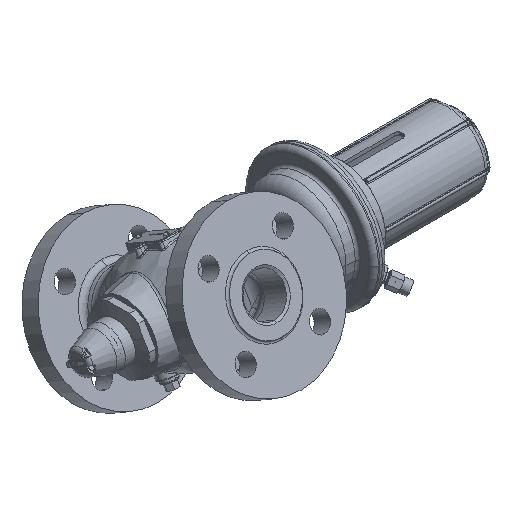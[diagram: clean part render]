
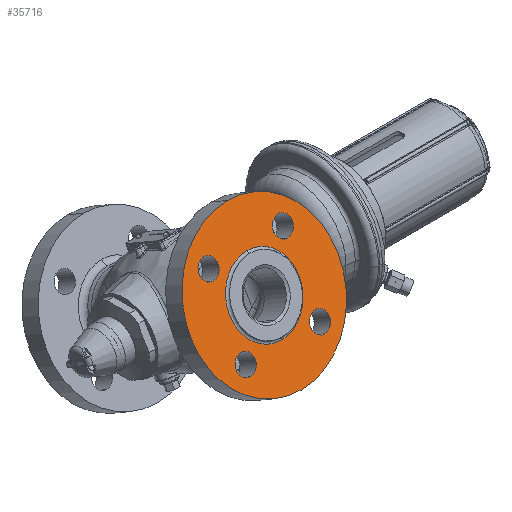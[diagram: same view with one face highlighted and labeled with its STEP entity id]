
A CAD part, isometric view. The second image highlights one B-rep face of the part: STEP entity #35716.
In plain terms, the highlighted face is planar.
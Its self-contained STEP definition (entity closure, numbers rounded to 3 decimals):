
#30264=CARTESIAN_POINT('',(-88.,0.,0.));
#30265=DIRECTION('',(-1.,0.,0.));
#30266=DIRECTION('',(0.,1.,0.));
#30267=AXIS2_PLACEMENT_3D('',#30264,#30265,#30266);
#30269=CARTESIAN_POINT('',(-88.,0.,0.));
#30270=DIRECTION('',(1.,0.,0.));
#30271=DIRECTION('',(0.,1.,0.));
#30272=AXIS2_PLACEMENT_3D('',#30269,#30270,#30271);
#30274=CARTESIAN_POINT('',(-88.,-35.355,35.355));
#30275=DIRECTION('',(1.,0.,0.));
#30276=DIRECTION('',(0.,1.,0.));
#30277=AXIS2_PLACEMENT_3D('',#30274,#30275,#30276);
#30279=CARTESIAN_POINT('',(-88.,-35.355,35.355));
#30280=DIRECTION('',(1.,0.,0.));
#30281=DIRECTION('',(0.,-1.,0.));
#30282=AXIS2_PLACEMENT_3D('',#30279,#30280,#30281);
#30284=CARTESIAN_POINT('',(-88.,35.355,35.355));
#30285=DIRECTION('',(1.,0.,0.));
#30286=DIRECTION('',(0.,1.,0.));
#30287=AXIS2_PLACEMENT_3D('',#30284,#30285,#30286);
#30289=CARTESIAN_POINT('',(-88.,35.355,35.355));
#30290=DIRECTION('',(1.,0.,0.));
#30291=DIRECTION('',(0.,-1.,0.));
#30292=AXIS2_PLACEMENT_3D('',#30289,#30290,#30291);
#30294=CARTESIAN_POINT('',(-88.,35.355,-35.355));
#30295=DIRECTION('',(1.,0.,0.));
#30296=DIRECTION('',(0.,1.,0.));
#30297=AXIS2_PLACEMENT_3D('',#30294,#30295,#30296);
#30299=CARTESIAN_POINT('',(-88.,35.355,-35.355));
#30300=DIRECTION('',(1.,0.,0.));
#30301=DIRECTION('',(0.,-1.,0.));
#30302=AXIS2_PLACEMENT_3D('',#30299,#30300,#30301);
#30304=CARTESIAN_POINT('',(-88.,-35.355,-35.355));
#30305=DIRECTION('',(1.,0.,0.));
#30306=DIRECTION('',(0.,1.,0.));
#30307=AXIS2_PLACEMENT_3D('',#30304,#30305,#30306);
#30309=CARTESIAN_POINT('',(-88.,-35.355,-35.355));
#30310=DIRECTION('',(1.,0.,0.));
#30311=DIRECTION('',(0.,-1.,0.));
#30312=AXIS2_PLACEMENT_3D('',#30309,#30310,#30311);
#30314=CARTESIAN_POINT('',(-88.,0.,0.));
#30315=DIRECTION('',(1.,0.,0.));
#30316=DIRECTION('',(0.,1.,0.));
#30317=AXIS2_PLACEMENT_3D('',#30314,#30315,#30316);
#30329=CARTESIAN_POINT('',(-88.,0.,0.));
#30330=DIRECTION('',(-1.,0.,0.));
#30331=DIRECTION('',(0.,1.,0.));
#30332=AXIS2_PLACEMENT_3D('',#30329,#30330,#30331);
#34940=CARTESIAN_POINT('',(-88.,70.,0.));
#34942=VERTEX_POINT('',#34940);
#34943=CARTESIAN_POINT('',(-88.,33.,0.));
#34945=VERTEX_POINT('',#34943);
#34962=CARTESIAN_POINT('',(-88.,-70.,0.));
#34964=VERTEX_POINT('',#34962);
#34965=CARTESIAN_POINT('',(-88.,-33.,0.));
#34967=VERTEX_POINT('',#34965);
#35061=CARTESIAN_POINT('',(-88.,-26.355,35.355));
#35062=CARTESIAN_POINT('',(-88.,-44.355,35.355));
#35063=VERTEX_POINT('',#35061);
#35064=VERTEX_POINT('',#35062);
#35069=CARTESIAN_POINT('',(-88.,44.355,35.355));
#35070=CARTESIAN_POINT('',(-88.,26.355,35.355));
#35071=VERTEX_POINT('',#35069);
#35072=VERTEX_POINT('',#35070);
#35077=CARTESIAN_POINT('',(-88.,44.355,-35.355));
#35078=CARTESIAN_POINT('',(-88.,26.355,-35.355));
#35079=VERTEX_POINT('',#35077);
#35080=VERTEX_POINT('',#35078);
#35085=CARTESIAN_POINT('',(-88.,-26.355,-35.355));
#35086=CARTESIAN_POINT('',(-88.,-44.355,-35.355));
#35087=VERTEX_POINT('',#35085);
#35088=VERTEX_POINT('',#35086);
#35677=CARTESIAN_POINT('',(-88.,0.,0.));
#35678=DIRECTION('',(1.,0.,0.));
#35679=DIRECTION('',(0.,-1.,0.));
#35680=AXIS2_PLACEMENT_3D('',#35677,#35678,#35679);
#35681=PLANE('',#35680);
#35682=ORIENTED_EDGE('',*,*,#35670,.F.);
#35683=ORIENTED_EDGE('',*,*,#35659,.T.);
#35684=EDGE_LOOP('',(#35682,#35683));
#35685=FACE_OUTER_BOUND('',#35684,.F.);
#35687=ORIENTED_EDGE('',*,*,#35686,.F.);
#35689=ORIENTED_EDGE('',*,*,#35688,.T.);
#35690=EDGE_LOOP('',(#35687,#35689));
#35691=FACE_BOUND('',#35690,.F.);
#35693=ORIENTED_EDGE('',*,*,#35692,.F.);
#35695=ORIENTED_EDGE('',*,*,#35694,.F.);
#35696=EDGE_LOOP('',(#35693,#35695));
#35697=FACE_BOUND('',#35696,.F.);
#35699=ORIENTED_EDGE('',*,*,#35698,.F.);
#35701=ORIENTED_EDGE('',*,*,#35700,.F.);
#35702=EDGE_LOOP('',(#35699,#35701));
#35703=FACE_BOUND('',#35702,.F.);
#35705=ORIENTED_EDGE('',*,*,#35704,.F.);
#35707=ORIENTED_EDGE('',*,*,#35706,.F.);
#35708=EDGE_LOOP('',(#35705,#35707));
#35709=FACE_BOUND('',#35708,.F.);
#35711=ORIENTED_EDGE('',*,*,#35710,.F.);
#35713=ORIENTED_EDGE('',*,*,#35712,.F.);
#35714=EDGE_LOOP('',(#35711,#35713));
#35715=FACE_BOUND('',#35714,.F.);
#35716=ADVANCED_FACE('',(#35685,#35691,#35697,#35703,#35709,#35715),#35681,.F.);
#30268=CIRCLE('',#30267,70.);
#30273=CIRCLE('',#30272,70.);
#30278=CIRCLE('',#30277,9.);
#30283=CIRCLE('',#30282,9.);
#30288=CIRCLE('',#30287,9.);
#30293=CIRCLE('',#30292,9.);
#30298=CIRCLE('',#30297,9.);
#30303=CIRCLE('',#30302,9.);
#30308=CIRCLE('',#30307,9.);
#30313=CIRCLE('',#30312,9.);
#30318=CIRCLE('',#30317,33.);
#30333=CIRCLE('',#30332,33.);
#35659=EDGE_CURVE('',#34942,#34964,#30273,.T.);
#35670=EDGE_CURVE('',#34942,#34964,#30268,.T.);
#35686=EDGE_CURVE('',#34945,#34967,#30318,.T.);
#35688=EDGE_CURVE('',#34945,#34967,#30333,.T.);
#35692=EDGE_CURVE('',#35063,#35064,#30278,.T.);
#35694=EDGE_CURVE('',#35064,#35063,#30283,.T.);
#35698=EDGE_CURVE('',#35071,#35072,#30288,.T.);
#35700=EDGE_CURVE('',#35072,#35071,#30293,.T.);
#35704=EDGE_CURVE('',#35079,#35080,#30298,.T.);
#35706=EDGE_CURVE('',#35080,#35079,#30303,.T.);
#35710=EDGE_CURVE('',#35087,#35088,#30308,.T.);
#35712=EDGE_CURVE('',#35088,#35087,#30313,.T.);
